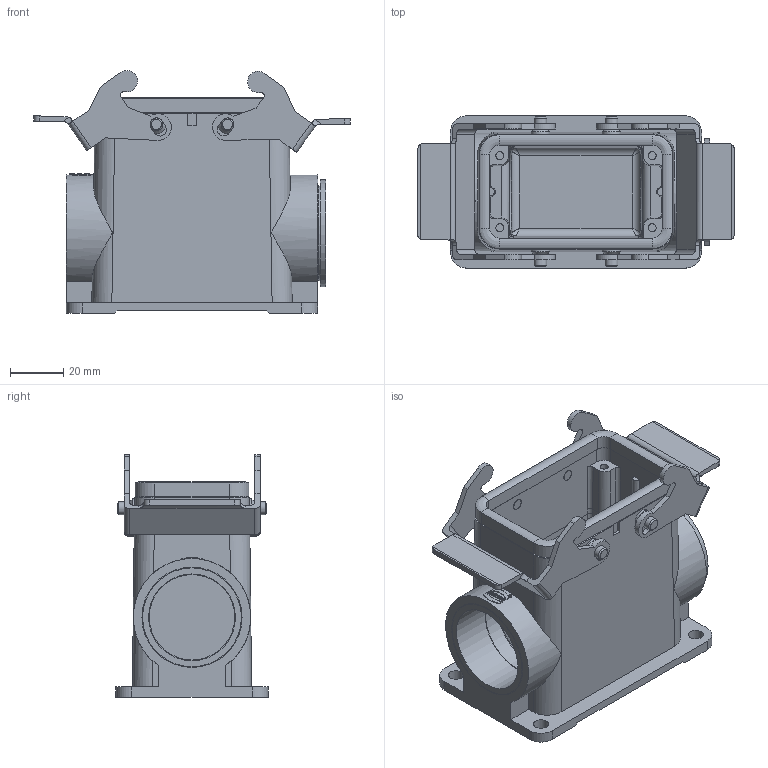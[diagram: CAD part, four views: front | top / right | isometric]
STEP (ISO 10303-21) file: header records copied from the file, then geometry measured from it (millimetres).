
FILE_DESCRIPTION((''),'2;1');
FILE_NAME('04300100263.stp','2020-07-07T15:13:35',('e.eickhoff'),(''),'Autodesk Inventor 2012','Autodesk Inventor 2012','');
FILE_SCHEMA(('AUTOMOTIVE_DESIGN { 1 0 10303 214 1 1 1 1 }'));
Length unit declared in the file: millimetre
Products named in the file (5): 04300100263; Metallbügel Quer; M32-PG29 Adapter; KBRM32
Assembly tree (6 placements, depth 2):
  04300100263
    04300100263
    Metallbügel Quer  x2
    M32-PG29 Adapter  x2
    KBRM32
Bounding box: 118.53 x 57 x 90.93 mm (x, y, z)
Volume: 131791.5 mm3; surface area: 68463 mm2
Topology: 6 solids, 6 shells, 436 faces, 1129 edges, 735 vertices
Faces by surface type: plane 249, cylinder 154, cone 22, bspline 6, torus 5
Full cylindrical faces by diameter (mm): 3 x4, 4 x4, 4.8 x4, 5.6 x4, 7 x4, 32 x2, 32.5 x3, 35.5 x1, 37 x2, 37.5 x2, 40 x1
Entity records: 12611 total; most frequent: CARTESIAN_POINT 3014, DIRECTION 1976, ORIENTED_EDGE 1840, EDGE_CURVE 920, AXIS2_PLACEMENT_3D 723, VERTEX_POINT 621, VECTOR 530, LINE 530
